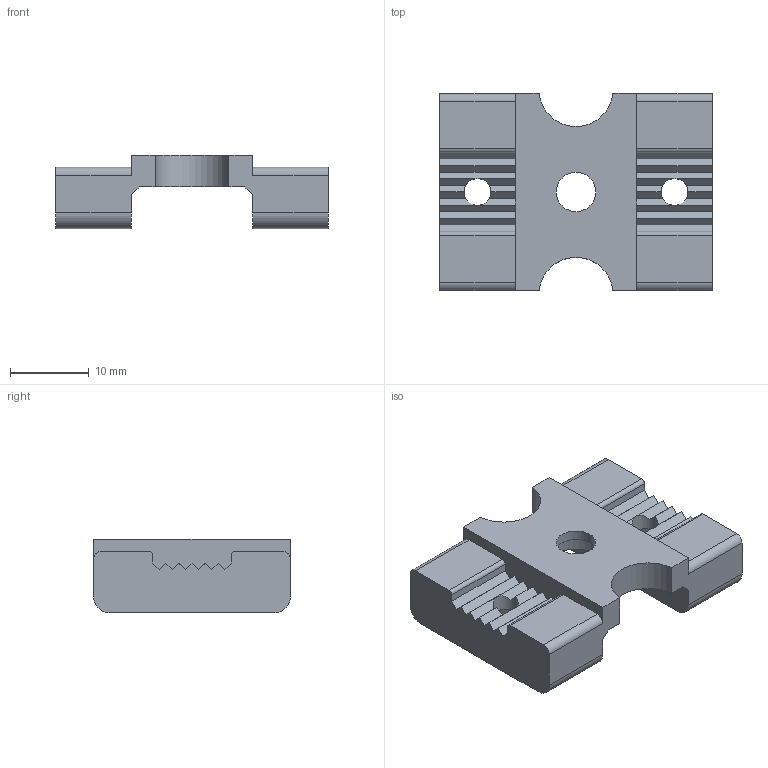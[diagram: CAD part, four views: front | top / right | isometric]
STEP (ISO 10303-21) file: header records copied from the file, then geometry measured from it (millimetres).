
FILE_DESCRIPTION(/* description */ (''),/* implementation_level */ '2;1');
FILE_NAME(/* name */ 'Contact v1.3.2.step',/* time_stamp */ '2022-08-22T08:38:22+07:00',/* author */ (''),/* organization */ (''),/* preprocessor_version */ 'ST-DEVELOPER v19',/* originating_system */ 'Autodesk Translation Framework v11.7.0.108',/* authorisation */ '');
FILE_SCHEMA (('AUTOMOTIVE_DESIGN { 1 0 10303 214 3 1 1 }'));
Length unit declared in the file: millimetre
Products named in the file (1): Contact
Bounding box: 34.6 x 25 x 9.3 mm (x, y, z)
Volume: 4199.3 mm3; surface area: 3060.4 mm2
Topology: 1 solids, 1 shells, 89 faces, 256 edges, 170 vertices
Faces by surface type: plane 71, cylinder 18
Full cylindrical faces by diameter (mm): 3.4 x2, 5 x1, 8.4 x1
Entity records: 2953 total; most frequent: CARTESIAN_POINT 516, ORIENTED_EDGE 512, DIRECTION 490, EDGE_CURVE 256, LINE 202, VECTOR 202, VERTEX_POINT 170, AXIS2_PLACEMENT_3D 144
